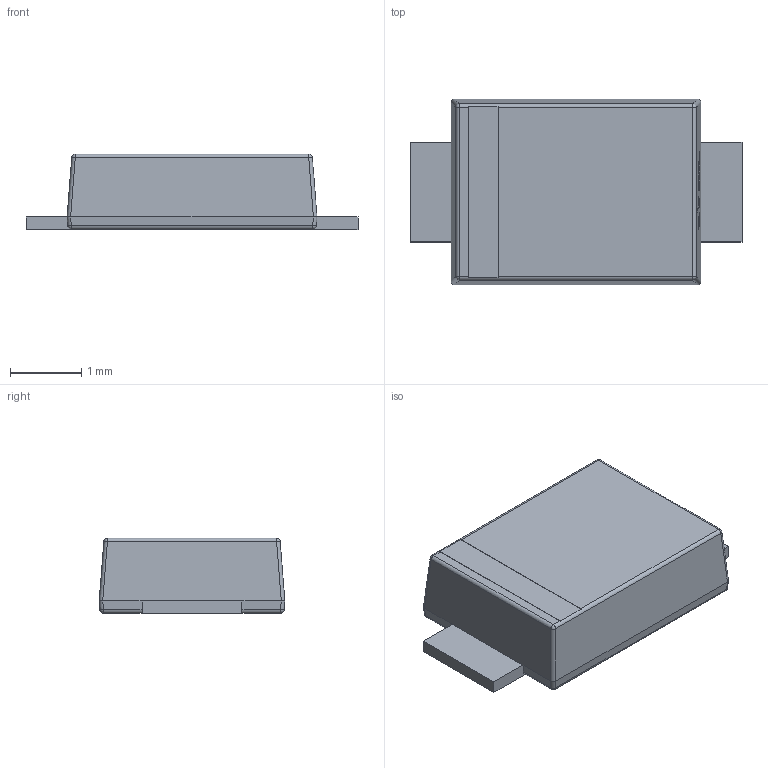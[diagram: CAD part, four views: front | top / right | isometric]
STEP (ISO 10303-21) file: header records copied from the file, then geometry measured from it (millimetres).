
FILE_DESCRIPTION(/* description */ (''),/* implementation_level */ '2;1');
FILE_NAME(/* name */ 'CAP-SMD_L3.2-W1.6-RD.step',/* time_stamp */ '2023-06-11T11:01:07+08:00',/* author */ (''),/* organization */ (''),/* preprocessor_version */ 'ST-DEVELOPER v19.2',/* originating_system */ 'Autodesk Translation Framework v12.6.0.85',/* authorisation */ '');
FILE_SCHEMA (('AUTOMOTIVE_DESIGN { 1 0 10303 214 3 1 1 }'));
Length unit declared in the file: millimetre
Products named in the file (4): (未保存); D1; SMAF_L3.5-W2.6-LS4.7-RD; COMPOUND (1)
Assembly tree (3 placements, depth 4):
  (未保存)
    D1
      SMAF_L3.5-W2.6-LS4.7-RD
        COMPOUND (1)
Bounding box: 4.65 x 2.6 x 1.06 mm (x, y, z)
Volume: 9.5 mm3; surface area: 33.3 mm2
Topology: 14 solids, 14 shells, 342 faces, 893 edges, 578 vertices
Faces by surface type: plane 204, bspline 112, cylinder 18, sphere 8
Entity records: 12094 total; most frequent: CARTESIAN_POINT 3742, ORIENTED_EDGE 1770, DIRECTION 1351, EDGE_CURVE 885, LINE 625, VECTOR 625, VERTEX_POINT 578, AXIS2_PLACEMENT_3D 363
